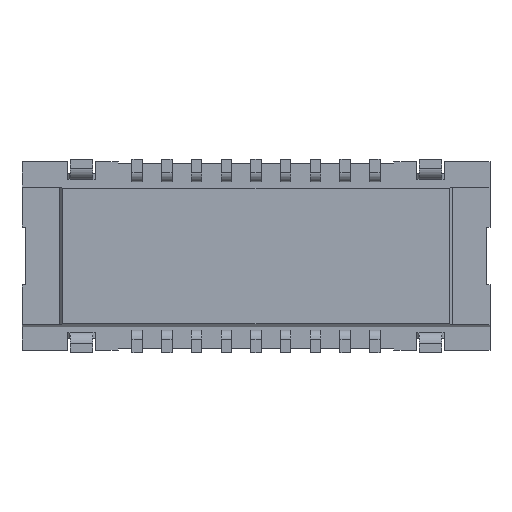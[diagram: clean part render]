
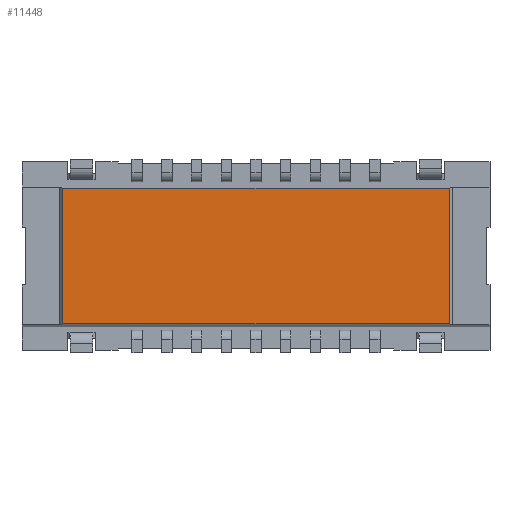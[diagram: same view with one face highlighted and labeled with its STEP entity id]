
A CAD part, front view. The second image highlights one B-rep face of the part: STEP entity #11448.
In plain terms, the highlighted planar face has unit normal (0, -1, 0).
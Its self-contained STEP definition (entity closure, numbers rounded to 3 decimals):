
#2228=DIRECTION('',(1.,0.,0.));
#2229=VECTOR('',#2228,5.2);
#2230=CARTESIAN_POINT('',(-2.6,0.02,-0.91));
#2231=LINE('',#2230,#2229);
#2236=DIRECTION('',(0.,0.,-1.));
#2237=VECTOR('',#2236,1.82);
#2238=CARTESIAN_POINT('',(2.6,0.02,0.91));
#2239=LINE('',#2238,#2237);
#2240=DIRECTION('',(0.,0.,-1.));
#2241=VECTOR('',#2240,1.82);
#2242=CARTESIAN_POINT('',(-2.6,0.02,0.91));
#2243=LINE('',#2242,#2241);
#2244=DIRECTION('',(1.,0.,0.));
#2245=VECTOR('',#2244,5.2);
#2246=CARTESIAN_POINT('',(-2.6,0.02,0.91));
#2247=LINE('',#2246,#2245);
#6821=CARTESIAN_POINT('',(2.6,0.02,0.91));
#6822=CARTESIAN_POINT('',(2.6,0.02,-0.91));
#6823=VERTEX_POINT('',#6821);
#6824=VERTEX_POINT('',#6822);
#6825=CARTESIAN_POINT('',(-2.6,0.02,0.91));
#6826=CARTESIAN_POINT('',(-2.6,0.02,-0.91));
#6827=VERTEX_POINT('',#6825);
#6828=VERTEX_POINT('',#6826);
#11436=CARTESIAN_POINT('',(-3.15,0.02,0.91));
#11437=DIRECTION('',(0.,-1.,0.));
#11438=DIRECTION('',(0.,0.,-1.));
#11439=AXIS2_PLACEMENT_3D('',#11436,#11437,#11438);
#11440=PLANE('',#11439);
#11442=ORIENTED_EDGE('',*,*,#11441,.T.);
#11443=ORIENTED_EDGE('',*,*,#11416,.F.);
#11444=ORIENTED_EDGE('',*,*,#11428,.F.);
#11445=ORIENTED_EDGE('',*,*,#8928,.T.);
#11446=EDGE_LOOP('',(#11442,#11443,#11444,#11445));
#11447=FACE_OUTER_BOUND('',#11446,.F.);
#11448=ADVANCED_FACE('',(#11447),#11440,.T.);
#8928=EDGE_CURVE('',#6827,#6823,#2247,.T.);
#11416=EDGE_CURVE('',#6828,#6824,#2231,.T.);
#11428=EDGE_CURVE('',#6827,#6828,#2243,.T.);
#11441=EDGE_CURVE('',#6823,#6824,#2239,.T.);
